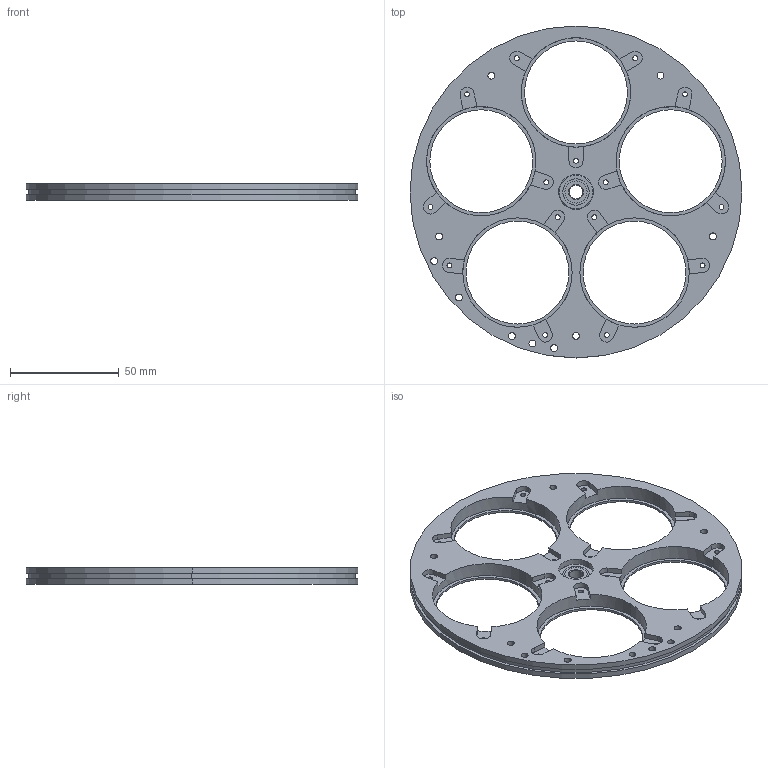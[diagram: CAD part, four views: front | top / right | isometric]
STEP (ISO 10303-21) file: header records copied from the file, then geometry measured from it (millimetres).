
FILE_DESCRIPTION (( 'STEP AP203' ), '1' );
FILE_NAME ('Web Model 59783_Default.step', '2017-08-16T18:44:46', ( '' ), ( '' ), 'SwSTEP 2.0', 'SolidWorks 2016', '' );
FILE_SCHEMA (( 'CONFIG_CONTROL_DESIGN' ));
Length unit declared in the file: millimetre
Products named in the file (1): Web Model 59783_Default
Bounding box: 152.4 x 152.4 x 7.62 mm (x, y, z)
Volume: 59289.1 mm3; surface area: 32992.9 mm2
Topology: 17 solids, 17 shells, 224 faces, 603 edges, 374 vertices
Faces by surface type: cylinder 124, plane 64, bspline 28, cone 6, torus 2
Entity records: 7414 total; most frequent: CARTESIAN_POINT 1676, DIRECTION 1261, ORIENTED_EDGE 1110, EDGE_CURVE 555, AXIS2_PLACEMENT_3D 513, VERTEX_POINT 374, CIRCLE 316, EDGE_LOOP 303
